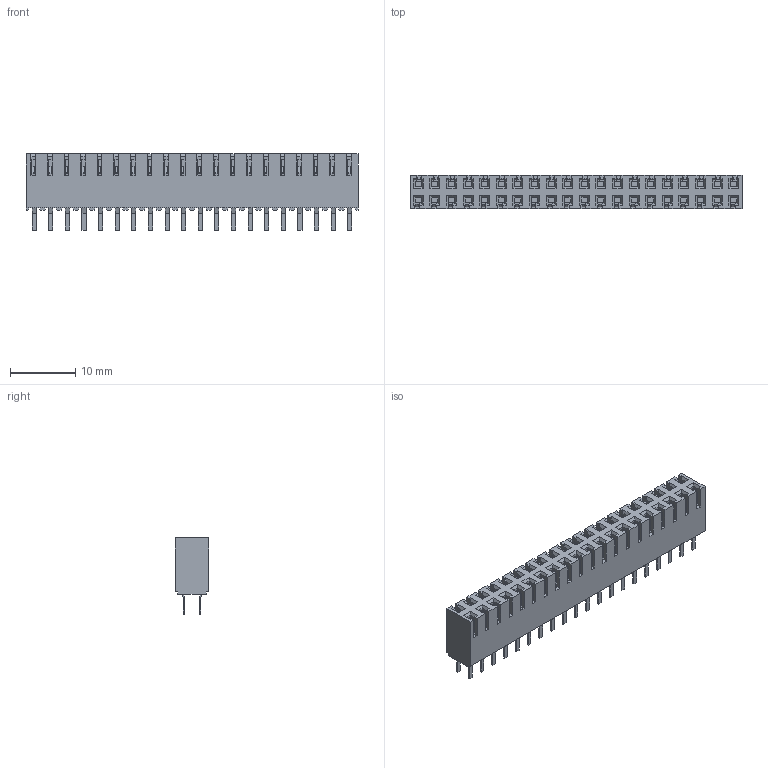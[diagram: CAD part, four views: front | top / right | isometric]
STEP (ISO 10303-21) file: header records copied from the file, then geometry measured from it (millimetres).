
FILE_DESCRIPTION((''),'2;1');
FILE_NAME('015445840','2016-12-19T',('ghp'),(''),'PRO/ENGINEER BY PARAMETRIC TECHNOLOGY CORPORATION, 2012310','PRO/ENGINEER BY PARAMETRIC TECHNOLOGY CORPORATION, 2012310','');
FILE_SCHEMA(('CONFIG_CONTROL_DESIGN'));
Length unit declared in the file: inch
Products named in the file (1): 015445840
Bounding box: 50.77 x 5.05 x 11.68 mm (x, y, z)
Volume: 1726.8 mm3; surface area: 4515.5 mm2
Topology: 1 solids, 1 shells, 2269 faces, 6664 edges, 4376 vertices
Faces by surface type: plane 1949, cylinder 320
Entity records: 74447 total; most frequent: CARTESIAN_POINT 13230, ORIENTED_EDGE 13168, DIRECTION 11964, EDGE_CURVE 6584, VECTOR 5904, LINE 5904, VERTEX_POINT 4296, AXIS2_PLACEMENT_3D 3030
